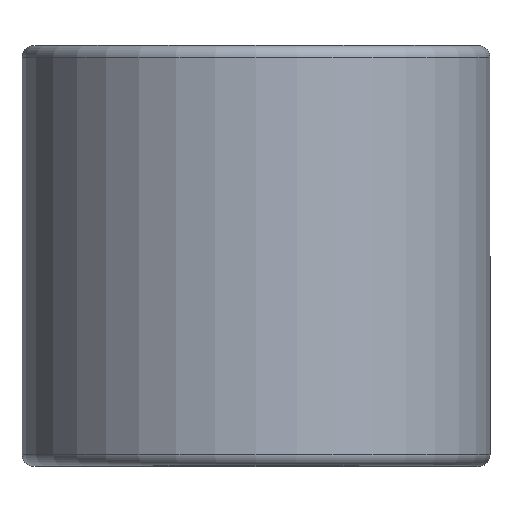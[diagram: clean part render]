
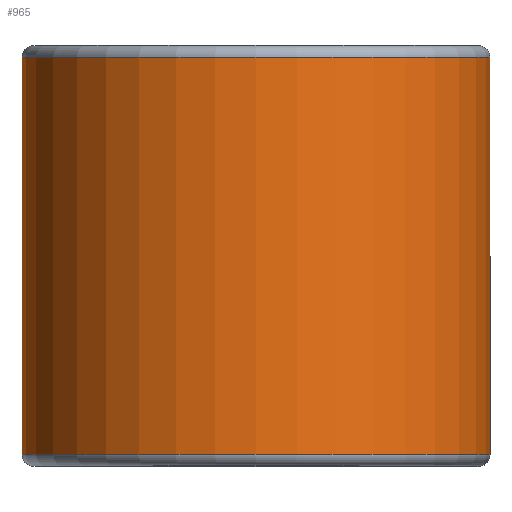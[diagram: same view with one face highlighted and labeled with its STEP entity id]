
A CAD part, top view. The second image highlights one B-rep face of the part: STEP entity #965.
In plain terms, the highlighted cylindrical face has radius 15.011 mm (diameter 30.023 mm), a partial arc.
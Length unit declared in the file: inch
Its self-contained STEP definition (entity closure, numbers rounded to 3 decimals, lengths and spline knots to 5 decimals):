
#51 = ORIENTED_EDGE ( 'NONE', *, *, #353, .T. ) ;
#53 = VERTEX_POINT ( 'NONE', #2259 ) ;
#116 = DIRECTION ( 'NONE',  ( 0., -1., 0. ) ) ;
#141 = DIRECTION ( 'NONE',  ( 0., -1., 0. ) ) ;
#146 = CARTESIAN_POINT ( 'NONE',  ( 0., -0.50125, 0. ) ) ;
#166 = EDGE_CURVE ( 'NONE', #964, #1431, #1318, .T. ) ;
#171 = ORIENTED_EDGE ( 'NONE', *, *, #365, .T. ) ;
#185 = DIRECTION ( 'NONE',  ( 0., -1., 0. ) ) ;
#196 = DIRECTION ( 'NONE',  ( 0., 0., -1. ) ) ;
#298 = DIRECTION ( 'NONE',  ( 0., 0., -1. ) ) ;
#307 = EDGE_LOOP ( 'NONE', ( #171, #51, #819, #387 ) ) ;
#353 = EDGE_CURVE ( 'NONE', #53, #590, #1662, .T. ) ;
#364 = CARTESIAN_POINT ( 'NONE',  ( 0., 0.50125, 0. ) ) ;
#365 = EDGE_CURVE ( 'NONE', #964, #53, #1605, .T. ) ;
#387 = ORIENTED_EDGE ( 'NONE', *, *, #166, .F. ) ;
#400 = CARTESIAN_POINT ( 'NONE',  ( 0.591, -0.50125, 0. ) ) ;
#425 = CARTESIAN_POINT ( 'NONE',  ( 0., 0.50125, -0.591 ) ) ;
#590 = VERTEX_POINT ( 'NONE', #425 ) ;
#660 = EDGE_CURVE ( 'NONE', #1431, #590, #868, .T. ) ;
#819 = ORIENTED_EDGE ( 'NONE', *, *, #660, .F. ) ;
#868 = LINE ( 'NONE', #1030, #1887 ) ;
#869 = DIRECTION ( 'NONE',  ( 0., 1., 0. ) ) ;
#964 = VERTEX_POINT ( 'NONE', #400 ) ;
#965 = ADVANCED_FACE ( 'NONE', ( #1427 ), #1450, .T. ) ;
#1030 = CARTESIAN_POINT ( 'NONE',  ( 0., 0.50125, -0.591 ) ) ;
#1150 = DIRECTION ( 'NONE',  ( 0., 1., 0. ) ) ;
#1247 = VECTOR ( 'NONE', #1150, 39.37008 ) ;
#1318 = CIRCLE ( 'NONE', #1899, 0.591 ) ;
#1371 = CARTESIAN_POINT ( 'NONE',  ( 0., 0.5, 0. ) ) ;
#1380 = AXIS2_PLACEMENT_3D ( 'NONE', #364, #141, #2340 ) ;
#1427 = FACE_OUTER_BOUND ( 'NONE', #307, .T. ) ;
#1431 = VERTEX_POINT ( 'NONE', #1722 ) ;
#1450 = CYLINDRICAL_SURFACE ( 'NONE', #1859, 0.591 ) ;
#1504 = CARTESIAN_POINT ( 'NONE',  ( 0.591, 0.50125, 0. ) ) ;
#1605 = LINE ( 'NONE', #1504, #1247 ) ;
#1662 = CIRCLE ( 'NONE', #1380, 0.591 ) ;
#1722 = CARTESIAN_POINT ( 'NONE',  ( 0., -0.50125, -0.591 ) ) ;
#1859 = AXIS2_PLACEMENT_3D ( 'NONE', #1371, #185, #196 ) ;
#1887 = VECTOR ( 'NONE', #869, 39.37008 ) ;
#1899 = AXIS2_PLACEMENT_3D ( 'NONE', #146, #116, #298 ) ;
#2259 = CARTESIAN_POINT ( 'NONE',  ( 0.591, 0.50125, 0. ) ) ;
#2340 = DIRECTION ( 'NONE',  ( 0., 0., -1. ) ) ;
